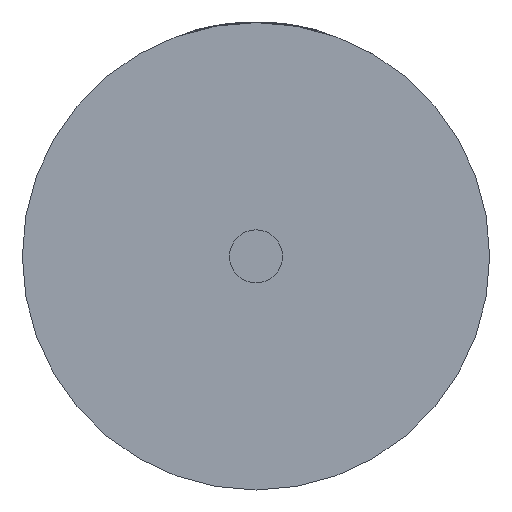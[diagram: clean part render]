
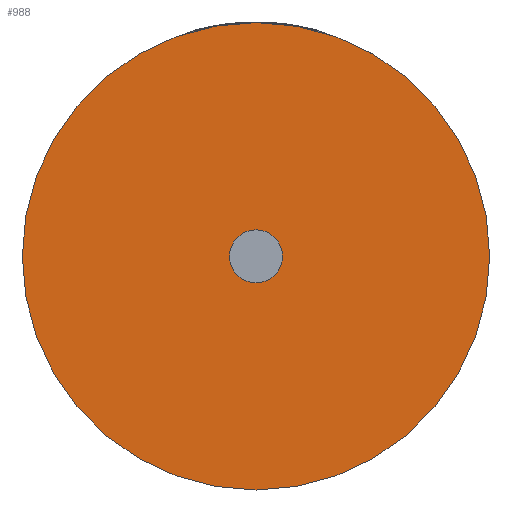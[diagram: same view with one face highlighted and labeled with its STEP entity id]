
A CAD part, front view. The second image highlights one B-rep face of the part: STEP entity #988.
In plain terms, the highlighted planar face has unit normal (0, -1, 0).
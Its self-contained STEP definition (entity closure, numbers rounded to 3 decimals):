
#7 = EDGE_CURVE ( 'NONE', #1092, #2848, #3134, .T. ) ;
#63 = CARTESIAN_POINT ( 'NONE',  ( 0., 0., 3.75 ) ) ;
#349 = DIRECTION ( 'NONE',  ( 0., 1., 0. ) ) ;
#387 = DIRECTION ( 'NONE',  ( 0., 1., 0. ) ) ;
#479 = DIRECTION ( 'NONE',  ( 0., 1., 0. ) ) ;
#480 = CARTESIAN_POINT ( 'NONE',  ( 0., 0., 0.425 ) ) ;
#550 = EDGE_LOOP ( 'NONE', ( #1557, #3384 ) ) ;
#733 = CIRCLE ( 'NONE', #1819, 3.75 ) ;
#792 = CARTESIAN_POINT ( 'NONE',  ( 0., 0., 0. ) ) ;
#988 = ADVANCED_FACE ( 'NONE', ( #3118, #3072 ), #1307, .F. ) ;
#1006 = CARTESIAN_POINT ( 'NONE',  ( 0., 0., 0. ) ) ;
#1050 = CARTESIAN_POINT ( 'NONE',  ( 0., 0., -3.75 ) ) ;
#1054 = DIRECTION ( 'NONE',  ( 0., 0., 1. ) ) ;
#1078 = AXIS2_PLACEMENT_3D ( 'NONE', #792, #479, #2707 ) ;
#1092 = VERTEX_POINT ( 'NONE', #63 ) ;
#1255 = EDGE_CURVE ( 'NONE', #1529, #2776, #3023, .T. ) ;
#1307 = PLANE ( 'NONE',  #1078 ) ;
#1391 = AXIS2_PLACEMENT_3D ( 'NONE', #2147, #3318, #1054 ) ;
#1426 = EDGE_LOOP ( 'NONE', ( #3605, #2998 ) ) ;
#1448 = CARTESIAN_POINT ( 'NONE',  ( 0., 0., 0. ) ) ;
#1455 = DIRECTION ( 'NONE',  ( 0., 0., 1. ) ) ;
#1529 = VERTEX_POINT ( 'NONE', #480 ) ;
#1557 = ORIENTED_EDGE ( 'NONE', *, *, #3312, .F. ) ;
#1579 = DIRECTION ( 'NONE',  ( 0., 1., 0. ) ) ;
#1819 = AXIS2_PLACEMENT_3D ( 'NONE', #1448, #349, #1455 ) ;
#1857 = EDGE_CURVE ( 'NONE', #2776, #1529, #3424, .T. ) ;
#2127 = DIRECTION ( 'NONE',  ( 0., 0., 1. ) ) ;
#2147 = CARTESIAN_POINT ( 'NONE',  ( 0., 0., 0. ) ) ;
#2701 = CARTESIAN_POINT ( 'NONE',  ( 0., 0., -0.425 ) ) ;
#2707 = DIRECTION ( 'NONE',  ( 0., 0., 1. ) ) ;
#2776 = VERTEX_POINT ( 'NONE', #2701 ) ;
#2848 = VERTEX_POINT ( 'NONE', #1050 ) ;
#2851 = AXIS2_PLACEMENT_3D ( 'NONE', #1006, #1579, #2127 ) ;
#2896 = CARTESIAN_POINT ( 'NONE',  ( 0., 0., 0. ) ) ;
#2998 = ORIENTED_EDGE ( 'NONE', *, *, #1857, .T. ) ;
#3023 = CIRCLE ( 'NONE', #1391, 0.425 ) ;
#3072 = FACE_OUTER_BOUND ( 'NONE', #550, .T. ) ;
#3118 = FACE_BOUND ( 'NONE', #1426, .T. ) ;
#3134 = CIRCLE ( 'NONE', #2851, 3.75 ) ;
#3312 = EDGE_CURVE ( 'NONE', #2848, #1092, #733, .T. ) ;
#3318 = DIRECTION ( 'NONE',  ( 0., 1., 0. ) ) ;
#3332 = AXIS2_PLACEMENT_3D ( 'NONE', #2896, #387, #3442 ) ;
#3384 = ORIENTED_EDGE ( 'NONE', *, *, #7, .F. ) ;
#3424 = CIRCLE ( 'NONE', #3332, 0.425 ) ;
#3442 = DIRECTION ( 'NONE',  ( 0., 0., 1. ) ) ;
#3605 = ORIENTED_EDGE ( 'NONE', *, *, #1255, .T. ) ;
